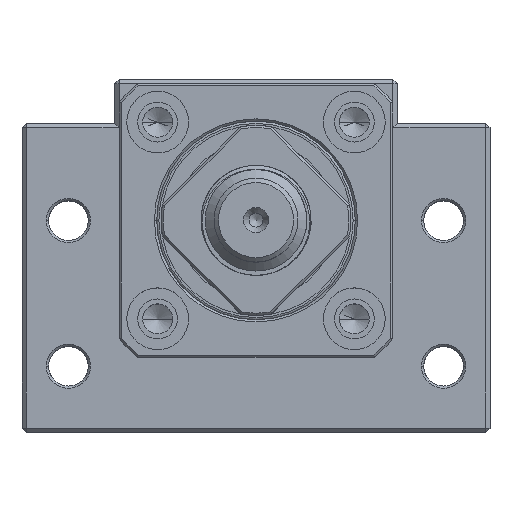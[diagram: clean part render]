
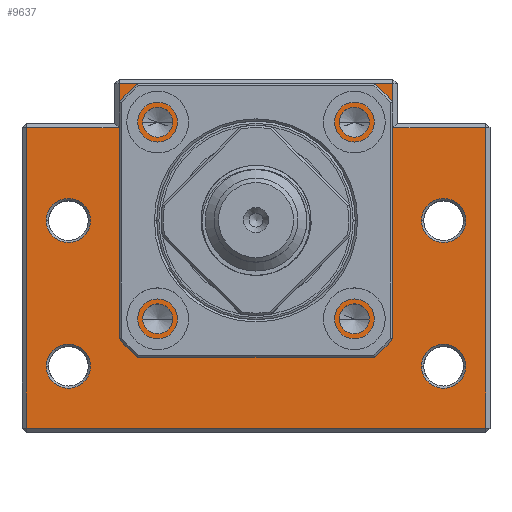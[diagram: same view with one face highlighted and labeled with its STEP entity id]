
A CAD part, top view. The second image highlights one B-rep face of the part: STEP entity #9637.
In plain terms, the highlighted planar face has unit normal (0, 0, 1).
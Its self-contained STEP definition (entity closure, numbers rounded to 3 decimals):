
#1446=PLANE('',#10271);
#2023=VECTOR('',#37413,1.);
#2024=VECTOR('',#37414,1.);
#2025=VECTOR('',#37415,1.);
#2026=VECTOR('',#37416,1.);
#2027=VECTOR('',#37417,1.);
#2028=VECTOR('',#37418,1.);
#2029=VECTOR('',#37419,1.);
#2030=VECTOR('',#37420,1.);
#2370=LINE('',#13102,#2023);
#2371=LINE('',#13105,#2024);
#2372=LINE('',#13107,#2025);
#2373=LINE('',#13109,#2026);
#2374=LINE('',#13111,#2027);
#2375=LINE('',#13113,#2028);
#2376=LINE('',#13115,#2029);
#2377=LINE('',#13117,#2030);
#2621=VERTEX_POINT('',#11390);
#2622=VERTEX_POINT('',#11392);
#2625=VERTEX_POINT('',#11399);
#2626=VERTEX_POINT('',#11401);
#2629=VERTEX_POINT('',#11408);
#2630=VERTEX_POINT('',#11410);
#2633=VERTEX_POINT('',#11417);
#2634=VERTEX_POINT('',#11419);
#2657=VERTEX_POINT('',#11471);
#2658=VERTEX_POINT('',#11473);
#2751=VERTEX_POINT('',#12443);
#2752=VERTEX_POINT('',#12445);
#2756=VERTEX_POINT('',#12456);
#2757=VERTEX_POINT('',#12458);
#2761=VERTEX_POINT('',#12469);
#2762=VERTEX_POINT('',#12471);
#2766=VERTEX_POINT('',#12482);
#2767=VERTEX_POINT('',#12484);
#2781=VERTEX_POINT('',#13103);
#2782=VERTEX_POINT('',#13104);
#2783=VERTEX_POINT('',#13106);
#2784=VERTEX_POINT('',#13108);
#2785=VERTEX_POINT('',#13110);
#2786=VERTEX_POINT('',#13112);
#2787=VERTEX_POINT('',#13114);
#2788=VERTEX_POINT('',#13116);
#3509=CIRCLE('',#10170,5.);
#3511=CIRCLE('',#10173,5.);
#3513=CIRCLE('',#10176,5.);
#3515=CIRCLE('',#10179,5.);
#3527=CIRCLE('',#10197,27.);
#3548=CIRCLE('',#10233,3.4);
#3550=CIRCLE('',#10237,3.4);
#3552=CIRCLE('',#10241,3.4);
#3554=CIRCLE('',#10245,3.4);
#3561=CIRCLE('',#10272,5.);
#3562=CIRCLE('',#10273,5.);
#3563=CIRCLE('',#10274,5.);
#3564=CIRCLE('',#10275,5.);
#3565=CIRCLE('',#10276,27.);
#3566=CIRCLE('',#10277,3.4);
#3567=CIRCLE('',#10278,3.4);
#3568=CIRCLE('',#10279,3.4);
#3569=CIRCLE('',#10280,3.4);
#4141=EDGE_CURVE('',#2622,#2621,#3509,.F.);
#4145=EDGE_CURVE('',#2626,#2625,#3511,.F.);
#4149=EDGE_CURVE('',#2630,#2629,#3513,.F.);
#4153=EDGE_CURVE('',#2634,#2633,#3515,.F.);
#4177=EDGE_CURVE('',#2658,#2657,#3527,.F.);
#4280=EDGE_CURVE('',#2751,#2752,#3548,.F.);
#4286=EDGE_CURVE('',#2756,#2757,#3550,.F.);
#4292=EDGE_CURVE('',#2761,#2762,#3552,.F.);
#4298=EDGE_CURVE('',#2766,#2767,#3554,.F.);
#4350=EDGE_CURVE('',#2633,#2634,#3561,.T.);
#4351=EDGE_CURVE('',#2629,#2630,#3562,.T.);
#4352=EDGE_CURVE('',#2625,#2626,#3563,.T.);
#4353=EDGE_CURVE('',#2621,#2622,#3564,.T.);
#4354=EDGE_CURVE('',#2657,#2658,#3565,.T.);
#4355=EDGE_CURVE('',#2781,#2782,#2370,.T.);
#4356=EDGE_CURVE('',#2782,#2783,#2371,.T.);
#4357=EDGE_CURVE('',#2783,#2784,#2372,.T.);
#4358=EDGE_CURVE('',#2784,#2785,#2373,.T.);
#4359=EDGE_CURVE('',#2785,#2786,#2374,.T.);
#4360=EDGE_CURVE('',#2786,#2787,#2375,.T.);
#4361=EDGE_CURVE('',#2787,#2788,#2376,.T.);
#4362=EDGE_CURVE('',#2788,#2781,#2377,.T.);
#4363=EDGE_CURVE('',#2752,#2751,#3566,.T.);
#4364=EDGE_CURVE('',#2757,#2756,#3567,.T.);
#4365=EDGE_CURVE('',#2762,#2761,#3568,.T.);
#4366=EDGE_CURVE('',#2767,#2766,#3569,.T.);
#5786=ORIENTED_EDGE('',*,*,#4153,.T.);
#5787=ORIENTED_EDGE('',*,*,#4350,.T.);
#5788=ORIENTED_EDGE('',*,*,#4149,.T.);
#5789=ORIENTED_EDGE('',*,*,#4351,.T.);
#5790=ORIENTED_EDGE('',*,*,#4145,.T.);
#5791=ORIENTED_EDGE('',*,*,#4352,.T.);
#5792=ORIENTED_EDGE('',*,*,#4141,.T.);
#5793=ORIENTED_EDGE('',*,*,#4353,.T.);
#5794=ORIENTED_EDGE('',*,*,#4177,.T.);
#5795=ORIENTED_EDGE('',*,*,#4354,.T.);
#5796=ORIENTED_EDGE('',*,*,#4355,.T.);
#5797=ORIENTED_EDGE('',*,*,#4356,.T.);
#5798=ORIENTED_EDGE('',*,*,#4357,.T.);
#5799=ORIENTED_EDGE('',*,*,#4358,.T.);
#5800=ORIENTED_EDGE('',*,*,#4359,.T.);
#5801=ORIENTED_EDGE('',*,*,#4360,.T.);
#5802=ORIENTED_EDGE('',*,*,#4361,.T.);
#5803=ORIENTED_EDGE('',*,*,#4362,.T.);
#5804=ORIENTED_EDGE('',*,*,#4363,.F.);
#5805=ORIENTED_EDGE('',*,*,#4280,.F.);
#5806=ORIENTED_EDGE('',*,*,#4364,.F.);
#5807=ORIENTED_EDGE('',*,*,#4286,.F.);
#5808=ORIENTED_EDGE('',*,*,#4365,.F.);
#5809=ORIENTED_EDGE('',*,*,#4292,.F.);
#5810=ORIENTED_EDGE('',*,*,#4366,.F.);
#5811=ORIENTED_EDGE('',*,*,#4298,.F.);
#8314=EDGE_LOOP('',(#5786,#5787));
#8315=EDGE_LOOP('',(#5788,#5789));
#8316=EDGE_LOOP('',(#5790,#5791));
#8317=EDGE_LOOP('',(#5792,#5793));
#8318=EDGE_LOOP('',(#5794,#5795));
#8319=EDGE_LOOP('',(#5796,#5797,#5798,#5799,#5800,#5801,#5802,#5803));
#8320=EDGE_LOOP('',(#5804,#5805));
#8321=EDGE_LOOP('',(#5806,#5807));
#8322=EDGE_LOOP('',(#5808,#5809));
#8323=EDGE_LOOP('',(#5810,#5811));
#8975=FACE_BOUND('',#8314,.T.);
#8976=FACE_BOUND('',#8315,.T.);
#8977=FACE_BOUND('',#8316,.T.);
#8978=FACE_BOUND('',#8317,.T.);
#8979=FACE_BOUND('',#8318,.T.);
#8980=FACE_BOUND('',#8319,.T.);
#8981=FACE_BOUND('',#8320,.T.);
#8982=FACE_BOUND('',#8321,.T.);
#8983=FACE_BOUND('',#8322,.T.);
#8984=FACE_BOUND('',#8323,.T.);
#9637=ADVANCED_FACE('',(#8975,#8976,#8977,#8978,#8979,#8980,#8981,#8982,
#8983,#8984),#1446,.T.);
#10170=AXIS2_PLACEMENT_3D('',#11391,#37103,#37104);
#10173=AXIS2_PLACEMENT_3D('',#11400,#37111,#37112);
#10176=AXIS2_PLACEMENT_3D('',#11409,#37119,#37120);
#10179=AXIS2_PLACEMENT_3D('',#11418,#37127,#37128);
#10197=AXIS2_PLACEMENT_3D('',#11472,#37175,#37176);
#10233=AXIS2_PLACEMENT_3D('',#12444,#37293,#37294);
#10237=AXIS2_PLACEMENT_3D('',#12457,#37305,#37306);
#10241=AXIS2_PLACEMENT_3D('',#12470,#37317,#37318);
#10245=AXIS2_PLACEMENT_3D('',#12483,#37329,#37330);
#10271=AXIS2_PLACEMENT_3D('',#13096,#37402,$);
#10272=AXIS2_PLACEMENT_3D('',#13097,#37403,#37404);
#10273=AXIS2_PLACEMENT_3D('',#13098,#37405,#37406);
#10274=AXIS2_PLACEMENT_3D('',#13099,#37407,#37408);
#10275=AXIS2_PLACEMENT_3D('',#13100,#37409,#37410);
#10276=AXIS2_PLACEMENT_3D('',#13101,#37411,#37412);
#10277=AXIS2_PLACEMENT_3D('',#13118,#37421,#37422);
#10278=AXIS2_PLACEMENT_3D('',#13119,#37423,#37424);
#10279=AXIS2_PLACEMENT_3D('',#13120,#37425,#37426);
#10280=AXIS2_PLACEMENT_3D('',#13121,#37427,#37428);
#11390=CARTESIAN_POINT('',(-47.5,15.,21.));
#11391=CARTESIAN_POINT('',(-42.5,15.,21.));
#11392=CARTESIAN_POINT('',(-37.5,15.,21.));
#11399=CARTESIAN_POINT('',(-47.5,48.,21.));
#11400=CARTESIAN_POINT('',(-42.5,48.,21.));
#11401=CARTESIAN_POINT('',(-37.5,48.,21.));
#11408=CARTESIAN_POINT('',(37.5,48.,21.));
#11409=CARTESIAN_POINT('',(42.5,48.,21.));
#11410=CARTESIAN_POINT('',(47.5,48.,21.));
#11417=CARTESIAN_POINT('',(37.5,15.,21.));
#11418=CARTESIAN_POINT('',(42.5,15.,21.));
#11419=CARTESIAN_POINT('',(47.5,15.,21.));
#11471=CARTESIAN_POINT('',(-27.,48.,21.));
#11472=CARTESIAN_POINT('',(0.,48.,21.));
#11473=CARTESIAN_POINT('',(27.,48.,21.));
#12443=CARTESIAN_POINT('',(18.874,70.274,21.));
#12444=CARTESIAN_POINT('',(22.274,70.274,21.));
#12445=CARTESIAN_POINT('',(25.674,70.274,21.));
#12456=CARTESIAN_POINT('',(18.874,25.726,21.));
#12457=CARTESIAN_POINT('',(22.274,25.726,21.));
#12458=CARTESIAN_POINT('',(25.674,25.726,21.));
#12469=CARTESIAN_POINT('',(-25.674,25.726,21.));
#12470=CARTESIAN_POINT('',(-22.274,25.726,21.));
#12471=CARTESIAN_POINT('',(-18.874,25.726,21.));
#12482=CARTESIAN_POINT('',(-25.674,70.274,21.));
#12483=CARTESIAN_POINT('',(-22.274,70.274,21.));
#12484=CARTESIAN_POINT('',(-18.874,70.274,21.));
#13096=CARTESIAN_POINT('',(-53.,0.,21.));
#13097=CARTESIAN_POINT('',(42.5,15.,21.));
#13098=CARTESIAN_POINT('',(42.5,48.,21.));
#13099=CARTESIAN_POINT('',(-42.5,48.,21.));
#13100=CARTESIAN_POINT('',(-42.5,15.,21.));
#13101=CARTESIAN_POINT('',(0.,48.,21.));
#13102=CARTESIAN_POINT('',(31.,0.,21.));
#13103=CARTESIAN_POINT('',(31.,69.,21.));
#13104=CARTESIAN_POINT('',(31.,79.,21.));
#13105=CARTESIAN_POINT('',(-53.,79.,21.));
#13106=CARTESIAN_POINT('',(-31.,79.,21.));
#13107=CARTESIAN_POINT('',(-31.,0.,21.));
#13108=CARTESIAN_POINT('',(-31.,69.,21.));
#13109=CARTESIAN_POINT('',(-53.,69.,21.));
#13110=CARTESIAN_POINT('',(-52.,69.,21.));
#13111=CARTESIAN_POINT('',(-52.,0.,21.));
#13112=CARTESIAN_POINT('',(-52.,1.,21.));
#13113=CARTESIAN_POINT('',(-53.,1.,21.));
#13114=CARTESIAN_POINT('',(52.,1.,21.));
#13115=CARTESIAN_POINT('',(52.,0.,21.));
#13116=CARTESIAN_POINT('',(52.,69.,21.));
#13117=CARTESIAN_POINT('',(-53.,69.,21.));
#13118=CARTESIAN_POINT('',(22.274,70.274,21.));
#13119=CARTESIAN_POINT('',(22.274,25.726,21.));
#13120=CARTESIAN_POINT('',(-22.274,25.726,21.));
#13121=CARTESIAN_POINT('',(-22.274,70.274,21.));
#37103=DIRECTION('',(0.,0.,1.));
#37104=DIRECTION('',(5.,0.,0.));
#37111=DIRECTION('',(0.,0.,1.));
#37112=DIRECTION('',(5.,0.,0.));
#37119=DIRECTION('',(0.,0.,1.));
#37120=DIRECTION('',(5.,0.,0.));
#37127=DIRECTION('',(0.,0.,1.));
#37128=DIRECTION('',(5.,0.,0.));
#37175=DIRECTION('',(0.,0.,1.));
#37176=DIRECTION('',(27.,0.,0.));
#37293=DIRECTION('',(0.,0.,-1.));
#37294=DIRECTION('',(3.4,0.,0.));
#37305=DIRECTION('',(0.,0.,-1.));
#37306=DIRECTION('',(3.4,0.,0.));
#37317=DIRECTION('',(0.,0.,-1.));
#37318=DIRECTION('',(3.4,0.,0.));
#37329=DIRECTION('',(0.,0.,-1.));
#37330=DIRECTION('',(3.4,0.,0.));
#37402=DIRECTION('',(0.,0.,1.));
#37403=DIRECTION('',(0.,0.,-1.));
#37404=DIRECTION('',(5.,0.,0.));
#37405=DIRECTION('',(0.,0.,-1.));
#37406=DIRECTION('',(5.,0.,0.));
#37407=DIRECTION('',(0.,0.,-1.));
#37408=DIRECTION('',(5.,0.,0.));
#37409=DIRECTION('',(0.,0.,-1.));
#37410=DIRECTION('',(5.,0.,0.));
#37411=DIRECTION('',(0.,0.,-1.));
#37412=DIRECTION('',(27.,0.,0.));
#37413=DIRECTION('',(0.,1.,0.));
#37414=DIRECTION('',(-1.,0.,0.));
#37415=DIRECTION('',(0.,-1.,0.));
#37416=DIRECTION('',(-1.,0.,0.));
#37417=DIRECTION('',(0.,-1.,0.));
#37418=DIRECTION('',(1.,0.,0.));
#37419=DIRECTION('',(0.,1.,0.));
#37420=DIRECTION('',(-1.,0.,0.));
#37421=DIRECTION('',(0.,0.,1.));
#37422=DIRECTION('',(3.4,0.,0.));
#37423=DIRECTION('',(0.,0.,1.));
#37424=DIRECTION('',(3.4,0.,0.));
#37425=DIRECTION('',(0.,0.,1.));
#37426=DIRECTION('',(3.4,0.,0.));
#37427=DIRECTION('',(0.,0.,1.));
#37428=DIRECTION('',(3.4,0.,0.));
